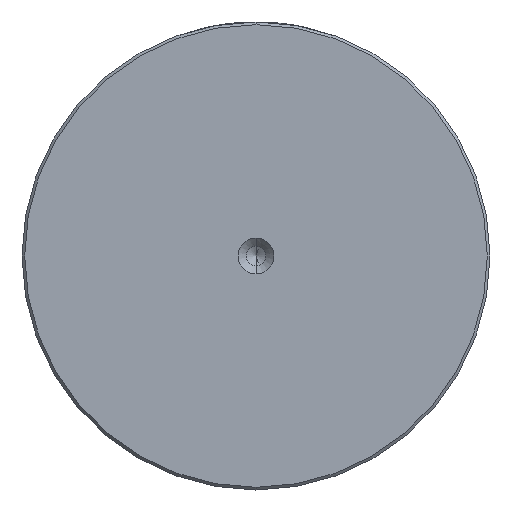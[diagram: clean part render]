
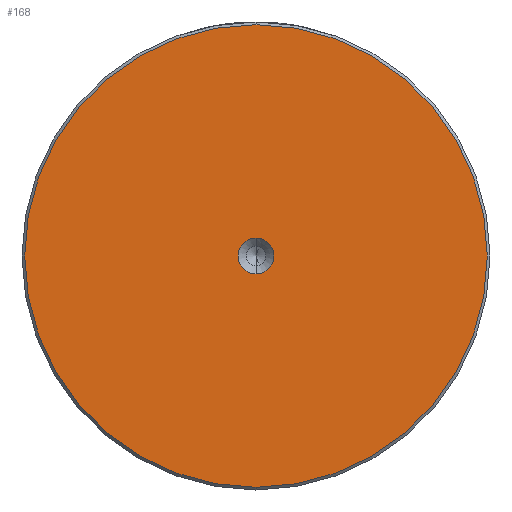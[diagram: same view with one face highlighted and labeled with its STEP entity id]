
A CAD part, left-side view. The second image highlights one B-rep face of the part: STEP entity #168.
In plain terms, the highlighted planar face has unit normal (-1, 0, 0).
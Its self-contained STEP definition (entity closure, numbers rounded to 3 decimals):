
#65 = VERTEX_POINT ( 'NONE', #1620 ) ;
#168 = ADVANCED_FACE ( 'NONE', ( #2142, #422 ), #430, .T. ) ;
#191 = CARTESIAN_POINT ( 'NONE',  ( 0., 0., 3.3 ) ) ;
#208 = ORIENTED_EDGE ( 'NONE', *, *, #3029, .T. ) ;
#422 = FACE_BOUND ( 'NONE', #2369, .T. ) ;
#430 = PLANE ( 'NONE',  #2354 ) ;
#473 = CIRCLE ( 'NONE', #2505, 42.5 ) ;
#602 = DIRECTION ( 'NONE',  ( -1., 0., 0. ) ) ;
#616 = CARTESIAN_POINT ( 'NONE',  ( 0., 0., 42.5 ) ) ;
#713 = CARTESIAN_POINT ( 'NONE',  ( 0., 0., 0. ) ) ;
#757 = DIRECTION ( 'NONE',  ( -1., 0., 0. ) ) ;
#782 = EDGE_CURVE ( 'NONE', #65, #1347, #898, .T. ) ;
#898 = CIRCLE ( 'NONE', #1680, 3.3 ) ;
#1013 = CIRCLE ( 'NONE', #2382, 3.3 ) ;
#1045 = VERTEX_POINT ( 'NONE', #616 ) ;
#1054 = CIRCLE ( 'NONE', #1492, 42.5 ) ;
#1070 = CARTESIAN_POINT ( 'NONE',  ( 0., 0., 0. ) ) ;
#1264 = DIRECTION ( 'NONE',  ( -1., 0., 0. ) ) ;
#1309 = DIRECTION ( 'NONE',  ( 0., 0., 1. ) ) ;
#1347 = VERTEX_POINT ( 'NONE', #191 ) ;
#1492 = AXIS2_PLACEMENT_3D ( 'NONE', #2157, #757, #2403 ) ;
#1526 = EDGE_CURVE ( 'NONE', #1347, #65, #1013, .T. ) ;
#1620 = CARTESIAN_POINT ( 'NONE',  ( 0., 0., -3.3 ) ) ;
#1680 = AXIS2_PLACEMENT_3D ( 'NONE', #1070, #2742, #1309 ) ;
#1853 = EDGE_CURVE ( 'NONE', #1045, #2359, #1054, .T. ) ;
#1972 = EDGE_LOOP ( 'NONE', ( #208, #2719 ) ) ;
#2009 = CARTESIAN_POINT ( 'NONE',  ( 0., 0., 0. ) ) ;
#2027 = DIRECTION ( 'NONE',  ( 0., 0., 1. ) ) ;
#2142 = FACE_OUTER_BOUND ( 'NONE', #1972, .T. ) ;
#2157 = CARTESIAN_POINT ( 'NONE',  ( 0., 0., 0. ) ) ;
#2250 = DIRECTION ( 'NONE',  ( 0., 0., 1. ) ) ;
#2344 = ORIENTED_EDGE ( 'NONE', *, *, #782, .F. ) ;
#2354 = AXIS2_PLACEMENT_3D ( 'NONE', #713, #2741, #2027 ) ;
#2359 = VERTEX_POINT ( 'NONE', #2593 ) ;
#2369 = EDGE_LOOP ( 'NONE', ( #2691, #2344 ) ) ;
#2382 = AXIS2_PLACEMENT_3D ( 'NONE', #2703, #1264, #2928 ) ;
#2403 = DIRECTION ( 'NONE',  ( 0., 0., 1. ) ) ;
#2505 = AXIS2_PLACEMENT_3D ( 'NONE', #2009, #602, #2250 ) ;
#2593 = CARTESIAN_POINT ( 'NONE',  ( 0., 0., -42.5 ) ) ;
#2691 = ORIENTED_EDGE ( 'NONE', *, *, #1526, .F. ) ;
#2703 = CARTESIAN_POINT ( 'NONE',  ( 0., 0., 0. ) ) ;
#2719 = ORIENTED_EDGE ( 'NONE', *, *, #1853, .T. ) ;
#2741 = DIRECTION ( 'NONE',  ( -1., 0., 0. ) ) ;
#2742 = DIRECTION ( 'NONE',  ( -1., 0., 0. ) ) ;
#2928 = DIRECTION ( 'NONE',  ( 0., 0., 1. ) ) ;
#3029 = EDGE_CURVE ( 'NONE', #2359, #1045, #473, .T. ) ;
